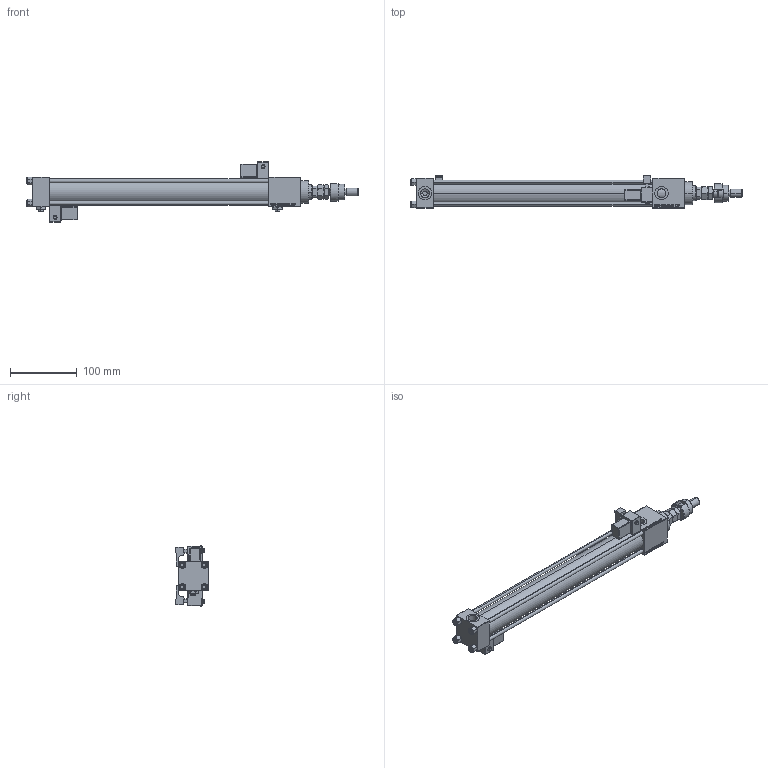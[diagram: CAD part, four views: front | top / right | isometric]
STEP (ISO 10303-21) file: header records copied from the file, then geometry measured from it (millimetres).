
FILE_DESCRIPTION (( 'STEP AP203' ), '1' );
FILE_NAME ('f203.STEP', '2022-04-14T18:49:31', ( '' ), ( '' ), 'SwSTEP 2.0', 'SolidWorks 2019', '' );
FILE_SCHEMA (( 'CONFIG_CONTROL_DESIGN' ));
Length unit declared in the file: millimetre
Products named in the file (11): Zatka_pro_OIL_PORT 1281ecc7d2afd16fcc4a243f6c7ff437; V215CR_MSU 1281ecc7d2afd16fcc4a243f6c7ff437; V215CR_C_TYCINKA 1281ecc7d2afd16fcc4a243f6c7ff437; MFA 1281ecc7d2afd16fcc4a243f6c7ff437; DFA 1281ecc7d2afd16fcc4a243f6c7ff437; V215CR_VCP_C 1281ecc7d2afd16fcc4a243f6c7ff437; V215_VC_A 1281ecc7d2afd16fcc4a243f6c7ff437; f203; V215CR_C_Body 1281ecc7d2afd16fcc4a243f6c7ff437; NUT_M5_C 1281ecc7d2afd16fcc4a243f6c7ff437; FEMALE_PART_FOR_DFA 1281ecc7d2afd16fcc4a243f6c7ff437
Assembly tree (18 placements, depth 3):
  f203
    V215CR_C_Body 1281ecc7d2afd16fcc4a243f6c7ff437
    V215CR_VCP_C 1281ecc7d2afd16fcc4a243f6c7ff437
    NUT_M5_C 1281ecc7d2afd16fcc4a243f6c7ff437  x4
    V215CR_C_TYCINKA 1281ecc7d2afd16fcc4a243f6c7ff437  x4
    V215_VC_A 1281ecc7d2afd16fcc4a243f6c7ff437
    DFA 1281ecc7d2afd16fcc4a243f6c7ff437
      FEMALE_PART_FOR_DFA 1281ecc7d2afd16fcc4a243f6c7ff437
      MFA 1281ecc7d2afd16fcc4a243f6c7ff437
    V215CR_MSU 1281ecc7d2afd16fcc4a243f6c7ff437  x2
    Zatka_pro_OIL_PORT 1281ecc7d2afd16fcc4a243f6c7ff437  x2
Bounding box: 499 x 48.72 x 90.31 mm (x, y, z)
Volume: 497144.1 mm3; surface area: 194570.7 mm2
Topology: 17 solids, 17 shells, 1497 faces, 3670 edges, 2315 vertices
Faces by surface type: plane 664, bspline 392, cone 218, cylinder 175, torus 24, sphere 24
Entity records: 57431 total; most frequent: CARTESIAN_POINT 28812, ORIENTED_EDGE 6246, DIRECTION 4353, EDGE_CURVE 3123, VERTEX_POINT 2013, LINE 1807, VECTOR 1807, EDGE_LOOP 1398
